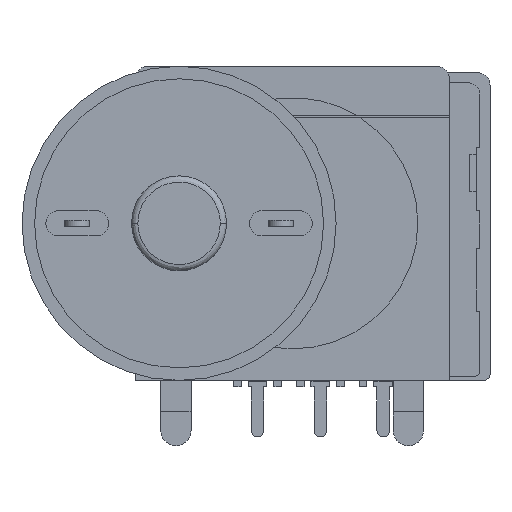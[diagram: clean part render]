
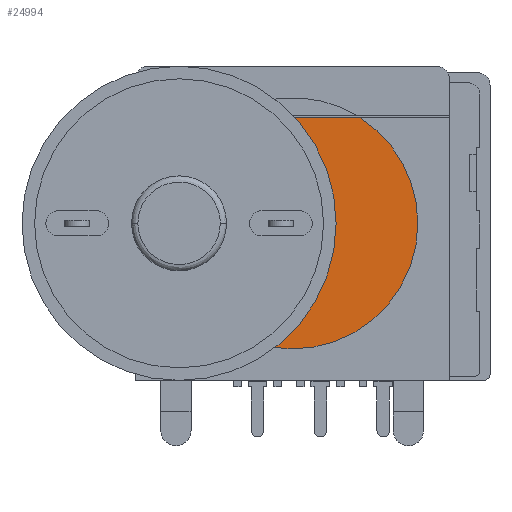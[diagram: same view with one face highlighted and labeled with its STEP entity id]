
A CAD part, left-side view. The second image highlights one B-rep face of the part: STEP entity #24994.
In plain terms, the highlighted planar face has unit normal (-1, 0, 0).
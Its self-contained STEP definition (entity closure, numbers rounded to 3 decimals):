
#23541 = PLANE('',#23542);
#23542 = AXIS2_PLACEMENT_3D('',#23543,#23544,#23545);
#23543 = CARTESIAN_POINT('',(-40.05,2.25,0.));
#23544 = DIRECTION('',(-1.,0.,0.));
#23545 = DIRECTION('',(0.,-1.,0.));
#23569 = PLANE('',#23570);
#23570 = AXIS2_PLACEMENT_3D('',#23571,#23572,#23573);
#23571 = CARTESIAN_POINT('',(-30.3,-10.25,8.39));
#23572 = DIRECTION('',(0.,0.,-1.));
#23573 = DIRECTION('',(0.,1.,0.));
#24239 = EDGE_CURVE('',#24240,#24242,#24244,.T.);
#24240 = VERTEX_POINT('',#24241);
#24241 = CARTESIAN_POINT('',(-40.05,7.691,8.39));
#24242 = VERTEX_POINT('',#24243);
#24243 = CARTESIAN_POINT('',(-40.05,12.25,0.));
#24244 = SURFACE_CURVE('',#24245,(#24250,#24257),.PCURVE_S1.);
#24245 = CIRCLE('',#24246,10.);
#24246 = AXIS2_PLACEMENT_3D('',#24247,#24248,#24249);
#24247 = CARTESIAN_POINT('',(-40.05,2.25,0.));
#24248 = DIRECTION('',(-1.,0.,0.));
#24249 = DIRECTION('',(0.,1.,0.));
#24250 = PCURVE('',#23541,#24251);
#24251 = DEFINITIONAL_REPRESENTATION('',(#24252),#24256);
#24252 = CIRCLE('',#24253,10.);
#24253 = AXIS2_PLACEMENT_2D('',#24254,#24255);
#24254 = CARTESIAN_POINT('',(0.,0.));
#24255 = DIRECTION('',(-1.,0.));
#24256 = ( GEOMETRIC_REPRESENTATION_CONTEXT(2) 
PARAMETRIC_REPRESENTATION_CONTEXT() REPRESENTATION_CONTEXT('2D SPACE',''
  ) );
#24257 = PCURVE('',#24258,#24263);
#24258 = PLANE('',#24259);
#24259 = AXIS2_PLACEMENT_3D('',#24260,#24261,#24262);
#24260 = CARTESIAN_POINT('',(-40.05,-12.75,-15.));
#24261 = DIRECTION('',(1.,0.,0.));
#24262 = DIRECTION('',(0.,0.,1.));
#24263 = DEFINITIONAL_REPRESENTATION('',(#24264),#24272);
#24264 = ( BOUNDED_CURVE() B_SPLINE_CURVE(2,(#24265,#24266,#24267,#24268
    ,#24269,#24270,#24271),.UNSPECIFIED.,.T.,.F.) 
B_SPLINE_CURVE_WITH_KNOTS((1,2,2,2,2,1),(-2.094,0.,
    2.094,4.189,6.283,8.378),
.UNSPECIFIED.) CURVE() GEOMETRIC_REPRESENTATION_ITEM() 
RATIONAL_B_SPLINE_CURVE((1.,0.5,1.,0.5,1.,0.5,1.)) REPRESENTATION_ITEM(
  '') );
#24265 = CARTESIAN_POINT('',(15.,-25.));
#24266 = CARTESIAN_POINT('',(-2.321,-25.));
#24267 = CARTESIAN_POINT('',(6.34,-10.));
#24268 = CARTESIAN_POINT('',(15.,5.));
#24269 = CARTESIAN_POINT('',(23.66,-10.));
#24270 = CARTESIAN_POINT('',(32.321,-25.));
#24271 = CARTESIAN_POINT('',(15.,-25.));
#24272 = ( GEOMETRIC_REPRESENTATION_CONTEXT(2) 
PARAMETRIC_REPRESENTATION_CONTEXT() REPRESENTATION_CONTEXT('2D SPACE',''
  ) );
#24482 = VERTEX_POINT('',#24483);
#24483 = CARTESIAN_POINT('',(-40.05,-3.191,8.39));
#24504 = EDGE_CURVE('',#24505,#24482,#24507,.T.);
#24505 = VERTEX_POINT('',#24506);
#24506 = CARTESIAN_POINT('',(-40.05,-7.75,0.));
#24507 = SURFACE_CURVE('',#24508,(#24513,#24520),.PCURVE_S1.);
#24508 = CIRCLE('',#24509,10.);
#24509 = AXIS2_PLACEMENT_3D('',#24510,#24511,#24512);
#24510 = CARTESIAN_POINT('',(-40.05,2.25,0.));
#24511 = DIRECTION('',(-1.,0.,-0.));
#24512 = DIRECTION('',(0.,1.,0.));
#24513 = PCURVE('',#23541,#24514);
#24514 = DEFINITIONAL_REPRESENTATION('',(#24515),#24519);
#24515 = CIRCLE('',#24516,10.);
#24516 = AXIS2_PLACEMENT_2D('',#24517,#24518);
#24517 = CARTESIAN_POINT('',(0.,0.));
#24518 = DIRECTION('',(-1.,0.));
#24519 = ( GEOMETRIC_REPRESENTATION_CONTEXT(2) 
PARAMETRIC_REPRESENTATION_CONTEXT() REPRESENTATION_CONTEXT('2D SPACE',''
  ) );
#24520 = PCURVE('',#24258,#24521);
#24521 = DEFINITIONAL_REPRESENTATION('',(#24522),#24530);
#24522 = ( BOUNDED_CURVE() B_SPLINE_CURVE(2,(#24523,#24524,#24525,#24526
    ,#24527,#24528,#24529),.UNSPECIFIED.,.T.,.F.) 
B_SPLINE_CURVE_WITH_KNOTS((1,2,2,2,2,1),(-2.094,0.,
    2.094,4.189,6.283,8.378),
.UNSPECIFIED.) CURVE() GEOMETRIC_REPRESENTATION_ITEM() 
RATIONAL_B_SPLINE_CURVE((1.,0.5,1.,0.5,1.,0.5,1.)) REPRESENTATION_ITEM(
  '') );
#24523 = CARTESIAN_POINT('',(15.,-25.));
#24524 = CARTESIAN_POINT('',(-2.321,-25.));
#24525 = CARTESIAN_POINT('',(6.34,-10.));
#24526 = CARTESIAN_POINT('',(15.,5.));
#24527 = CARTESIAN_POINT('',(23.66,-10.));
#24528 = CARTESIAN_POINT('',(32.321,-25.));
#24529 = CARTESIAN_POINT('',(15.,-25.));
#24530 = ( GEOMETRIC_REPRESENTATION_CONTEXT(2) 
PARAMETRIC_REPRESENTATION_CONTEXT() REPRESENTATION_CONTEXT('2D SPACE',''
  ) );
#24532 = EDGE_CURVE('',#24242,#24505,#24533,.T.);
#24533 = SURFACE_CURVE('',#24534,(#24539,#24546),.PCURVE_S1.);
#24534 = CIRCLE('',#24535,10.);
#24535 = AXIS2_PLACEMENT_3D('',#24536,#24537,#24538);
#24536 = CARTESIAN_POINT('',(-40.05,2.25,0.));
#24537 = DIRECTION('',(-1.,0.,-0.));
#24538 = DIRECTION('',(0.,1.,0.));
#24539 = PCURVE('',#23541,#24540);
#24540 = DEFINITIONAL_REPRESENTATION('',(#24541),#24545);
#24541 = CIRCLE('',#24542,10.);
#24542 = AXIS2_PLACEMENT_2D('',#24543,#24544);
#24543 = CARTESIAN_POINT('',(0.,0.));
#24544 = DIRECTION('',(-1.,0.));
#24545 = ( GEOMETRIC_REPRESENTATION_CONTEXT(2) 
PARAMETRIC_REPRESENTATION_CONTEXT() REPRESENTATION_CONTEXT('2D SPACE',''
  ) );
#24546 = PCURVE('',#24258,#24547);
#24547 = DEFINITIONAL_REPRESENTATION('',(#24548),#24556);
#24548 = ( BOUNDED_CURVE() B_SPLINE_CURVE(2,(#24549,#24550,#24551,#24552
    ,#24553,#24554,#24555),.UNSPECIFIED.,.T.,.F.) 
B_SPLINE_CURVE_WITH_KNOTS((1,2,2,2,2,1),(-2.094,0.,
    2.094,4.189,6.283,8.378),
.UNSPECIFIED.) CURVE() GEOMETRIC_REPRESENTATION_ITEM() 
RATIONAL_B_SPLINE_CURVE((1.,0.5,1.,0.5,1.,0.5,1.)) REPRESENTATION_ITEM(
  '') );
#24549 = CARTESIAN_POINT('',(15.,-25.));
#24550 = CARTESIAN_POINT('',(-2.321,-25.));
#24551 = CARTESIAN_POINT('',(6.34,-10.));
#24552 = CARTESIAN_POINT('',(15.,5.));
#24553 = CARTESIAN_POINT('',(23.66,-10.));
#24554 = CARTESIAN_POINT('',(32.321,-25.));
#24555 = CARTESIAN_POINT('',(15.,-25.));
#24556 = ( GEOMETRIC_REPRESENTATION_CONTEXT(2) 
PARAMETRIC_REPRESENTATION_CONTEXT() REPRESENTATION_CONTEXT('2D SPACE',''
  ) );
#24943 = EDGE_CURVE('',#24482,#24240,#24944,.T.);
#24944 = SURFACE_CURVE('',#24945,(#24949,#24956),.PCURVE_S1.);
#24945 = LINE('',#24946,#24947);
#24946 = CARTESIAN_POINT('',(-40.05,-10.25,8.39));
#24947 = VECTOR('',#24948,1.);
#24948 = DIRECTION('',(0.,1.,0.));
#24949 = PCURVE('',#23569,#24950);
#24950 = DEFINITIONAL_REPRESENTATION('',(#24951),#24955);
#24951 = LINE('',#24952,#24953);
#24952 = CARTESIAN_POINT('',(-0.,-9.75));
#24953 = VECTOR('',#24954,1.);
#24954 = DIRECTION('',(1.,0.));
#24955 = ( GEOMETRIC_REPRESENTATION_CONTEXT(2) 
PARAMETRIC_REPRESENTATION_CONTEXT() REPRESENTATION_CONTEXT('2D SPACE',''
  ) );
#24956 = PCURVE('',#24258,#24957);
#24957 = DEFINITIONAL_REPRESENTATION('',(#24958),#24962);
#24958 = LINE('',#24959,#24960);
#24959 = CARTESIAN_POINT('',(23.39,-2.5));
#24960 = VECTOR('',#24961,1.);
#24961 = DIRECTION('',(0.,-1.));
#24962 = ( GEOMETRIC_REPRESENTATION_CONTEXT(2) 
PARAMETRIC_REPRESENTATION_CONTEXT() REPRESENTATION_CONTEXT('2D SPACE',''
  ) );
#24994 = ADVANCED_FACE('',(#24995),#24258,.F.);
#24995 = FACE_BOUND('',#24996,.F.);
#24996 = EDGE_LOOP('',(#24997,#24998,#24999,#25000));
#24997 = ORIENTED_EDGE('',*,*,#24943,.F.);
#24998 = ORIENTED_EDGE('',*,*,#24504,.F.);
#24999 = ORIENTED_EDGE('',*,*,#24532,.F.);
#25000 = ORIENTED_EDGE('',*,*,#24239,.F.);
